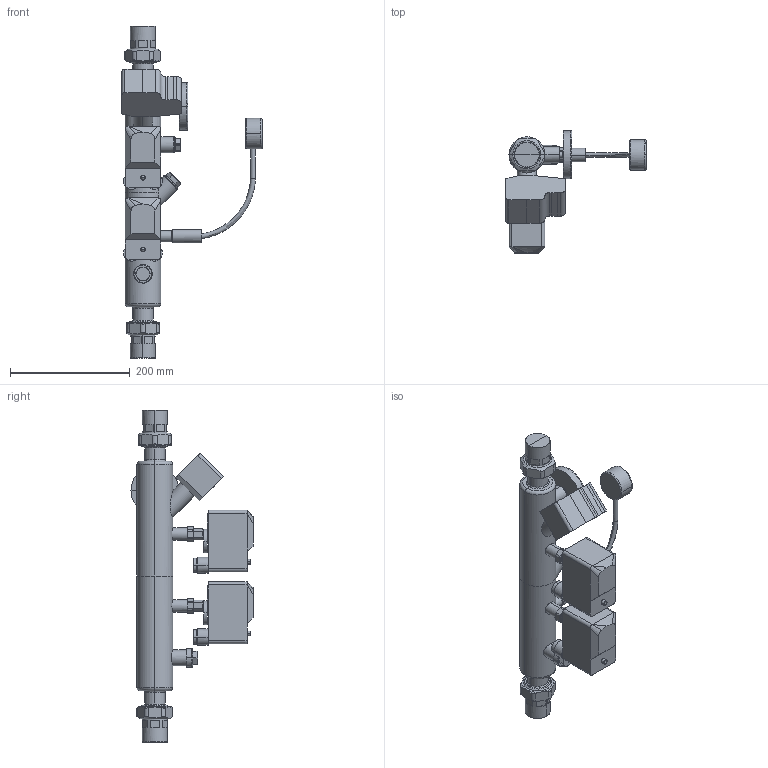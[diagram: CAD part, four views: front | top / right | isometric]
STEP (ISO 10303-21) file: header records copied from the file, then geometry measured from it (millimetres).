
FILE_DESCRIPTION(('CATIA V5 STEP Exchange','CAx-IF Rec.Pracs.--- Model Styling and Organization---1.5--- 2016-08-15','CAx-IF Rec.Pracs.---Supplemental Geometry---1.0---2011-11-01','CAx-IF Rec.Pracs.--- Composite Materials ---3.4---2017-06-13','CAx-IF Rec.Pracs.---Tessellated 3D Geometry---1.0---2015-12-17'),'2;1');
FILE_NAME('STEP_335003_-_TST.stp','2023-03-29T15:07:25+00:00',('none'),('none'),'CATIA Version 5-6 Release 2020 SP5','CATIA V5 STEP AP242 v2','none');
FILE_SCHEMA(('AP242_MANAGED_MODEL_BASED_3D_ENGINEERING_MIM_LF {1 0 10303 442 1 1 4}'));
Length unit declared in the file: millimetre
Products named in the file (1): 335003 - TST
Bounding box: 234.49 x 204 x 555 mm (x, y, z)
Volume: 2939726.2 mm3; surface area: 305171.2 mm2
Topology: 22 solids, 22 shells, 521 faces, 1172 edges, 713 vertices
Faces by surface type: plane 273, cylinder 140, cone 70, torus 22, sphere 8, bspline 8
Entity records: 16949 total; most frequent: CARTESIAN_POINT 7944, ORIENTED_EDGE 2324, EDGE_CURVE 1162, B_SPLINE_CURVE_WITH_KNOTS 1038, DIRECTION 1026, VERTEX_POINT 713, EDGE_LOOP 549, ADVANCED_FACE 521
